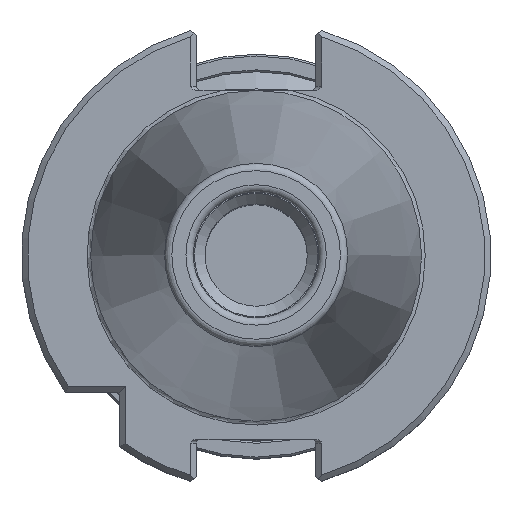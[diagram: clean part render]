
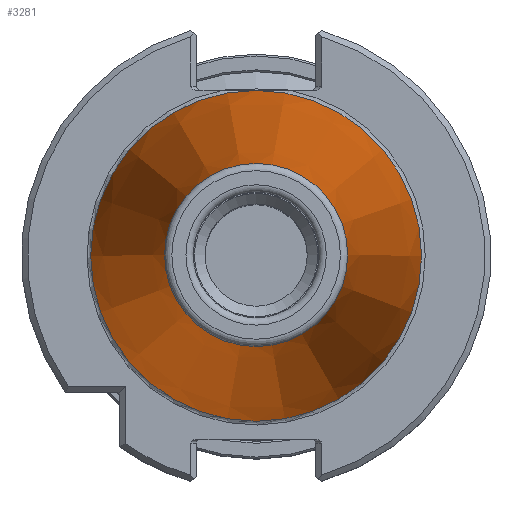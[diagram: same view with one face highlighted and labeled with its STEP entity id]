
A CAD part, top view. The second image highlights one B-rep face of the part: STEP entity #3281.
In plain terms, the highlighted conical face has half-angle 8.297 degrees and reference radius 22.395 mm.
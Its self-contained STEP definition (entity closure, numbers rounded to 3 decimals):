
#449=ORIENTED_EDGE('',*,*,#1025,.T.);
#450=ORIENTED_EDGE('',*,*,#1024,.F.);
#1024=EDGE_CURVE('',#1319,#1319,#1537,.T.);
#1025=EDGE_CURVE('',#1320,#1320,#1538,.T.);
#1319=VERTEX_POINT('',#4619);
#1320=VERTEX_POINT('',#4622);
#1537=CIRCLE('',#3469,12.397);
#1538=CIRCLE('',#3471,22.395);
#1698=EDGE_LOOP('',(#449));
#1699=EDGE_LOOP('',(#450));
#1931=FACE_BOUND('',#1698,.T.);
#1932=FACE_BOUND('',#1699,.T.);
#2128=CONICAL_SURFACE('',#3470,22.395,0.145);
#3281=ADVANCED_FACE('',(#1931,#1932),#2128,.T.);
#3469=AXIS2_PLACEMENT_3D('',#4618,#3839,#3840);
#3470=AXIS2_PLACEMENT_3D('',#4620,#3841,#3842);
#3471=AXIS2_PLACEMENT_3D('',#4621,#3843,#3844);
#3839=DIRECTION('',(0.,0.,1.));
#3840=DIRECTION('',(1.,0.,0.));
#3841=DIRECTION('',(0.,0.,-1.));
#3842=DIRECTION('',(-1.,0.,0.));
#3843=DIRECTION('',(0.,0.,1.));
#3844=DIRECTION('',(1.,0.,0.));
#4618=CARTESIAN_POINT('',(0.,0.,67.394));
#4619=CARTESIAN_POINT('',(12.397,0.,67.394));
#4620=CARTESIAN_POINT('',(0.,0.,-1.163));
#4621=CARTESIAN_POINT('',(0.,0.,-1.163));
#4622=CARTESIAN_POINT('',(22.395,0.,-1.163));
